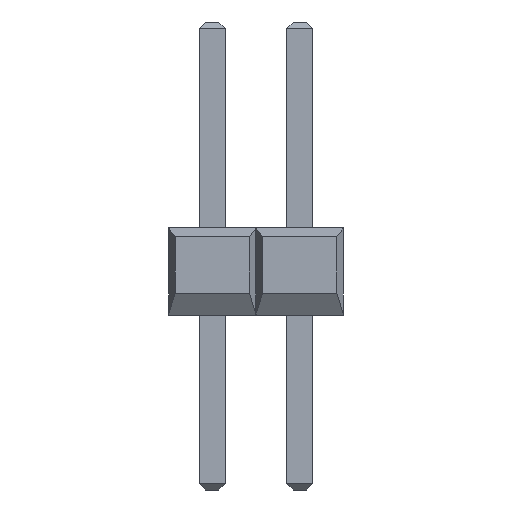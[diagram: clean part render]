
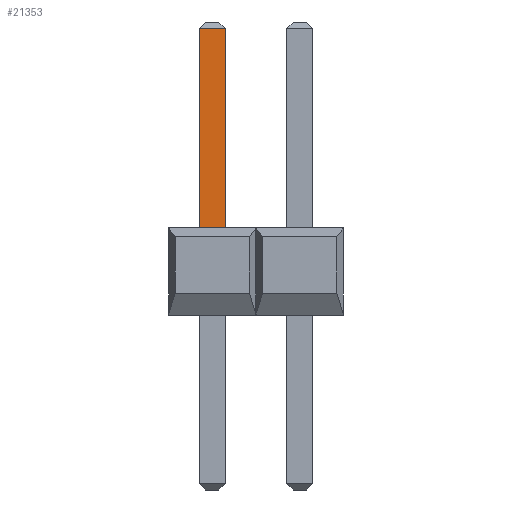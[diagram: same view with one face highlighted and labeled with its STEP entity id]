
A CAD part, left-side view. The second image highlights one B-rep face of the part: STEP entity #21353.
In plain terms, the highlighted planar face has unit normal (-1, 0, 0).
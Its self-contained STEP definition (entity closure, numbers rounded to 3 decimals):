
#21119=CARTESIAN_POINT('',(-0.381,0.381,8.318));
#21118=VERTEX_POINT('',#21119);
#21168=CARTESIAN_POINT('',(-0.381,-0.381,8.318));
#21167=VERTEX_POINT('',#21168);
#21166=EDGE_CURVE('',#21167,#21118,#21171,.T.);
#21171=LINE('',#21168,#21173);
#21173=VECTOR('',#21174,0.762);
#21174=DIRECTION('',(0.0,1.0,0.0));
#21315=CARTESIAN_POINT('',(-0.381,0.381,2.532));
#21314=VERTEX_POINT('',#21315);
#21323=EDGE_CURVE('',#21118,#21314,#21328,.T.);
#21328=LINE('',#21119,#21330);
#21330=VECTOR('',#21331,5.787);
#21331=DIRECTION('',(0.0,0.0,-1.0));
#21353=ADVANCED_FACE('',(#21359),#21354,.T.);
#21354=PLANE('',#21355);
#21355=AXIS2_PLACEMENT_3D('',#21356,#21357,#21358);
#21356=CARTESIAN_POINT('',(-0.381,0.381,2.532));
#21357=DIRECTION('',(-1.0,0.0,0.0));
#21358=DIRECTION('',(0.,0.,1.));
#21359=FACE_OUTER_BOUND('',#21360,.T.);
#21360=EDGE_LOOP('',(#21361,#21371,#21381,#21391));
#21364=CARTESIAN_POINT('',(-0.381,-0.381,2.532));
#21363=VERTEX_POINT('',#21364);
#21362=EDGE_CURVE('',#21363,#21314,#21367,.T.);
#21367=LINE('',#21364,#21369);
#21369=VECTOR('',#21370,0.762);
#21370=DIRECTION('',(0.0,1.0,0.0));
#21361=ORIENTED_EDGE('',*,*,#21362,.F.);
#21372=EDGE_CURVE('',#21167,#21363,#21377,.T.);
#21377=LINE('',#21168,#21379);
#21379=VECTOR('',#21380,5.787);
#21380=DIRECTION('',(0.0,0.0,-1.0));
#21371=ORIENTED_EDGE('',*,*,#21372,.F.);
#21381=ORIENTED_EDGE('',*,*,#21166,.T.);
#21391=ORIENTED_EDGE('',*,*,#21323,.T.);
